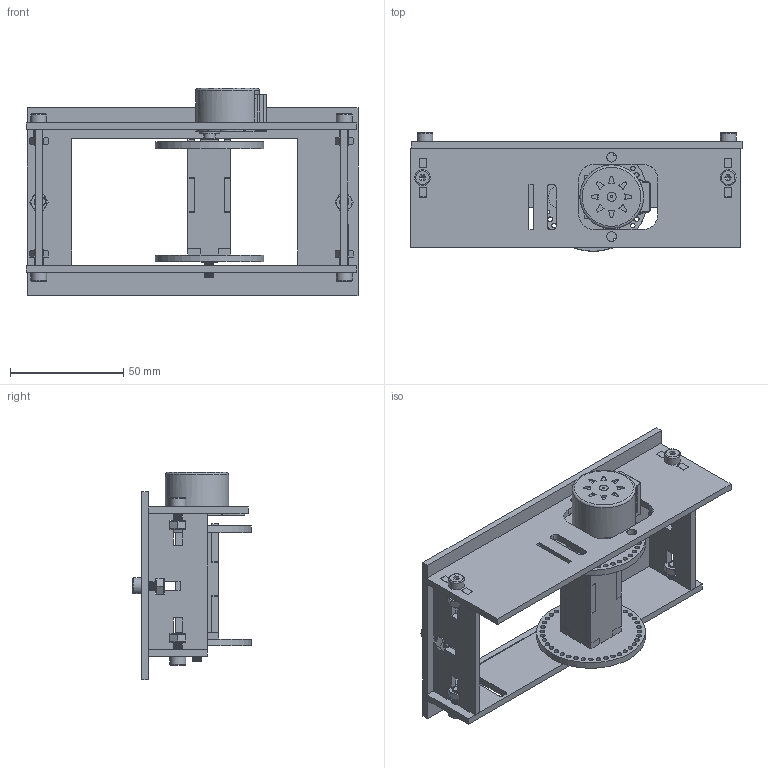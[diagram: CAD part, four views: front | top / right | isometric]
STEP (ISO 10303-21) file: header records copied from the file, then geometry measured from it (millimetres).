
FILE_DESCRIPTION(/* description */ (''),/* implementation_level */ '2;1');
FILE_NAME(/* name */ 'Enclosure 2.step',/* time_stamp */ '2021-09-18T09:22:48+12:00',/* author */ (''),/* organization */ (''),/* preprocessor_version */ 'ST-DEVELOPER v18.1',/* originating_system */ 'Autodesk Translation Framework v10.10.0.1391',/* authorisation */ '');
FILE_SCHEMA (('AUTOMOTIVE_DESIGN { 1 0 10303 214 3 1 1 }'));
Length unit declared in the file: millimetre
Products named in the file (43): Enclosure 2; 28BYJ-48 v5; motor ring; screw ring; bolt holder; Center spacer 2; center spacer (1); center spacer; Center spacer 2 (1); M4 bolt nut; Front plate; right plate; top; top (1); motor plate; M4X20 bolt; Default; M4 bolt nut_1; M4 bolt nut_2; M4 bolt nut_3; M4 bolt nut_4; M4 bolt nut_5; M4 bolt nut_6; Default_1; M4 bolt nut_7; M4 bolt nut_8; M4X20 bolt_1; Default_2; M4X20 bolt_2; Default_3; M4X20 bolt_3; Default_4; M4X20 bolt_4; Default_5; M4X20 bolt_5; Default_6; M4X20 bolt_6; Default_7; M4X20 bolt_7; Default_8 ...
Assembly tree (54 placements, depth 4):
  Enclosure 2
    28BYJ-48 v5
    motor ring
    screw ring
    bolt holder
    Center spacer 2
    center spacer (1)
    center spacer
    Center spacer 2 (1)
    M4 bolt nut
      Default_1
    Front plate
    right plate
    top
    top (1)
    motor plate
    M4X20 bolt
      Default
        Component2
    M4 bolt nut_1
      Default_1
    M4 bolt nut_2
      Default_1
    M4 bolt nut_3
      Default_1
    M4 bolt nut_4
      Default_1
    M4 bolt nut_5
      Default_1
    M4 bolt nut_6
      Default_1
    M4 bolt nut_7
    M4 bolt nut_8
    M4X20 bolt_1
      Default_2
        Component2
    M4X20 bolt_2
      Default_3
        Component2
    M4X20 bolt_3
      Default_4
        Component2
    M4X20 bolt_4
      Default_5
    M4X20 bolt_5
      Default_6
    M4X20 bolt_6
      Default_7
        Component2
    M4X20 bolt_7
      Default_8
        Component2
    M4X20 bolt_8
      Default_9
        Component2
Bounding box: 146.6 x 52.5 x 91.55 mm (x, y, z)
Volume: 85324.4 mm3; surface area: 85254.9 mm2
Topology: 43 solids, 43 shells, 1615 faces, 4285 edges, 2730 vertices
Faces by surface type: plane 936, cylinder 512, cone 112, bspline 28, torus 26, sphere 1
Full cylindrical faces by diameter (mm): 1 x10, 2 x80, 3.5 x28, 4 x93, 4.2 x12, 5 x1, 7 x7, 8.2 x1, 9 x1, 9.8 x1, 10 x1, 12 x4, 12.8 x1, 13 x1, 24 x2, 26.4 x2, 26.6 x7, 28 x1, 48 x2
Entity records: 47213 total; most frequent: CARTESIAN_POINT 14123, DIRECTION 6719, ORIENTED_EDGE 6660, EDGE_CURVE 3330, LINE 2325, VECTOR 2325, AXIS2_PLACEMENT_3D 2197, VERTEX_POINT 2142
